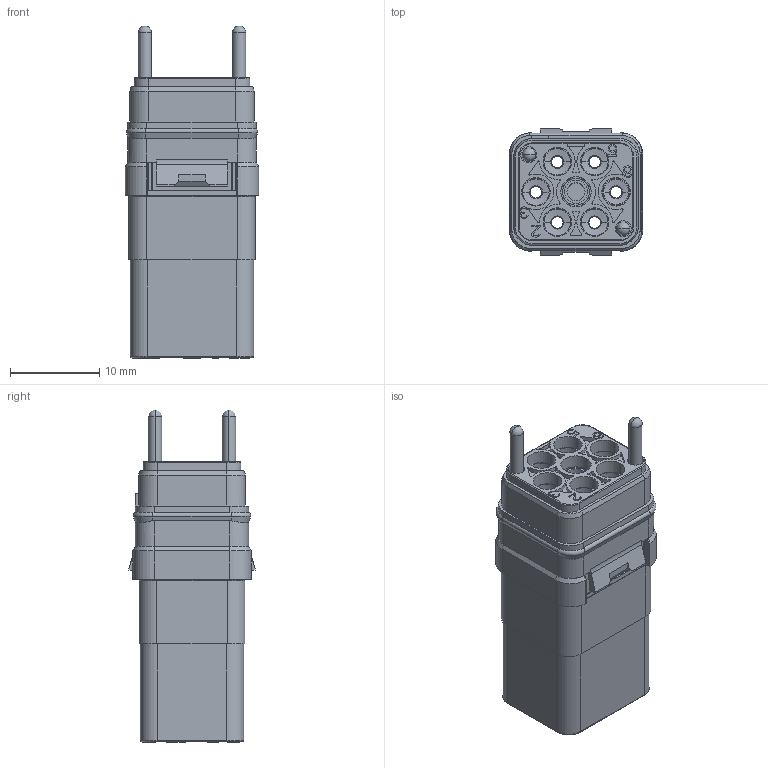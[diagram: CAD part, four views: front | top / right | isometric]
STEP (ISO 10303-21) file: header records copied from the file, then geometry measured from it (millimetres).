
FILE_DESCRIPTION((''),'2;1');
FILE_NAME('SIMEO06LUPN','2020-01-06T',('presta_be4'),(''),'CREO PARAMETRIC BY PTC INC, 2018360','CREO PARAMETRIC BY PTC INC, 2018360','');
FILE_SCHEMA(('CONFIG_CONTROL_DESIGN'));
Length unit declared in the file: millimetre
Products named in the file (1): SIMEO06LUPN
Bounding box: 15 x 14.15 x 37.28 mm (x, y, z)
Volume: 3369.9 mm3; surface area: 5179.8 mm2
Topology: 1 solids, 1 shells, 1217 faces, 3163 edges, 1980 vertices
Faces by surface type: plane 679, cylinder 282, torus 148, cone 104, sphere 4
Entity records: 37229 total; most frequent: CARTESIAN_POINT 6774, DIRECTION 6455, ORIENTED_EDGE 6318, EDGE_CURVE 3159, VECTOR 2181, LINE 2181, AXIS2_PLACEMENT_3D 2137, VERTEX_POINT 1980
